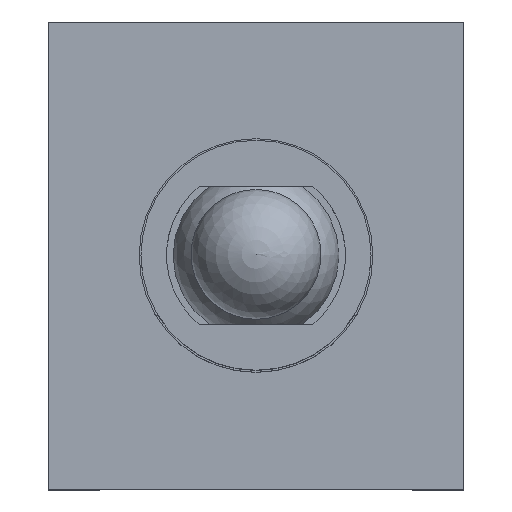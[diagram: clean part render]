
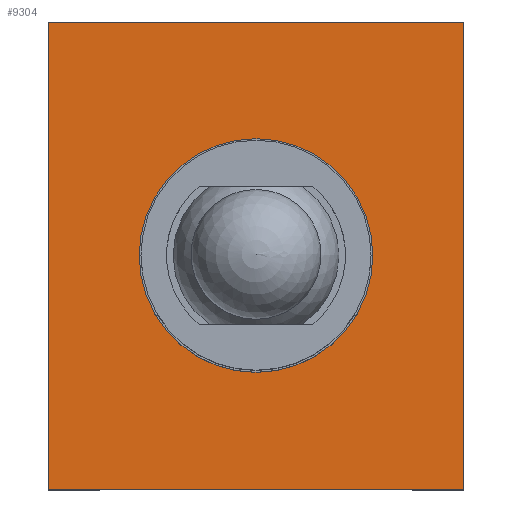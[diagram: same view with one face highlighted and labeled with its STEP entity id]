
A CAD part, top view. The second image highlights one B-rep face of the part: STEP entity #9304.
In plain terms, the highlighted planar face has unit normal (0, 0, 1).
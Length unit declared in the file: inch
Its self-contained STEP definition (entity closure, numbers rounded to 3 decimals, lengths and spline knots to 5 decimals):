
#4908=CARTESIAN_POINT('',(-0.08996,0.,0.35039));
#4909=VERTEX_POINT('',#4908);
#4910=CARTESIAN_POINT('',(0.,0.,0.35039));
#4911=DIRECTION('',(0.0,0.0,-1.0));
#4912=DIRECTION('',(1.0,0.0,0.0));
#4913=AXIS2_PLACEMENT_3D('',#4910,#4911,#4912);
#4914=CIRCLE('',#4913,0.08996);
#4915=EDGE_CURVE('',#4909,#4909,#4914,.T.);
#8819=CARTESIAN_POINT('',(0.16004,-0.17992,0.35039));
#8820=VERTEX_POINT('',#8819);
#8827=CARTESIAN_POINT('',(-0.16004,-0.17992,0.35039));
#8828=VERTEX_POINT('',#8827);
#8829=CARTESIAN_POINT('',(0.16004,-0.17992,0.35039));
#8830=DIRECTION('',(-1.0,0.0,0.0));
#8831=VECTOR('',#8830,0.32008);
#8832=LINE('',#8829,#8831);
#8833=EDGE_CURVE('',#8820,#8828,#8832,.T.);
#9144=CARTESIAN_POINT('',(0.16004,0.17992,0.35039));
#9145=VERTEX_POINT('',#9144);
#9152=CARTESIAN_POINT('',(0.16004,0.17992,0.35039));
#9153=DIRECTION('',(0.0,-1.0,0.0));
#9154=VECTOR('',#9153,0.35984);
#9155=LINE('',#9152,#9154);
#9156=EDGE_CURVE('',#9145,#8820,#9155,.T.);
#9184=CARTESIAN_POINT('',(-0.16004,0.17992,0.35039));
#9185=VERTEX_POINT('',#9184);
#9192=CARTESIAN_POINT('',(-0.16004,0.17992,0.35039));
#9193=DIRECTION('',(1.0,0.0,0.0));
#9194=VECTOR('',#9193,0.32008);
#9195=LINE('',#9192,#9194);
#9196=EDGE_CURVE('',#9185,#9145,#9195,.T.);
#9277=CARTESIAN_POINT('',(-0.16004,-0.17992,0.35039));
#9278=DIRECTION('',(0.0,1.0,0.0));
#9279=VECTOR('',#9278,0.35984);
#9280=LINE('',#9277,#9279);
#9281=EDGE_CURVE('',#8828,#9185,#9280,.T.);
#9290=CARTESIAN_POINT('',(-0.17604,-0.19791,0.35039));
#9291=DIRECTION('',(0.0,0.0,1.0));
#9292=DIRECTION('',(1.0,0.0,0.0));
#9293=AXIS2_PLACEMENT_3D('',#9290,#9291,#9292);
#9294=PLANE('',#9293);
#9295=ORIENTED_EDGE('',*,*,#9156,.F.);
#9296=ORIENTED_EDGE('',*,*,#9196,.F.);
#9297=ORIENTED_EDGE('',*,*,#9281,.F.);
#9298=ORIENTED_EDGE('',*,*,#8833,.F.);
#9299=EDGE_LOOP('',(#9295,#9296,#9297,#9298));
#9300=FACE_OUTER_BOUND('',#9299,.T.);
#9301=ORIENTED_EDGE('',*,*,#4915,.T.);
#9302=EDGE_LOOP('',(#9301));
#9303=FACE_BOUND('',#9302,.T.);
#9304=ADVANCED_FACE('',(#9300,#9303),#9294,.T.);
